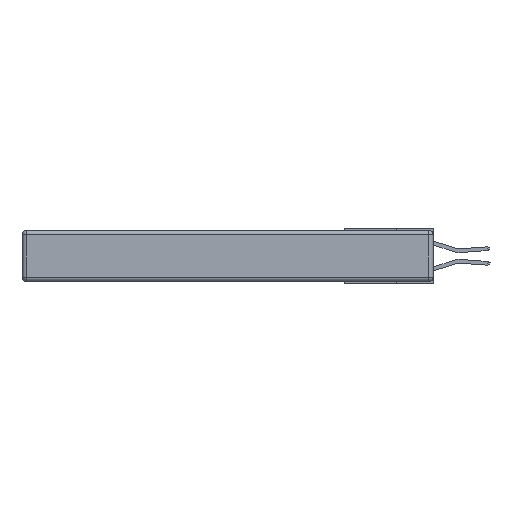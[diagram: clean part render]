
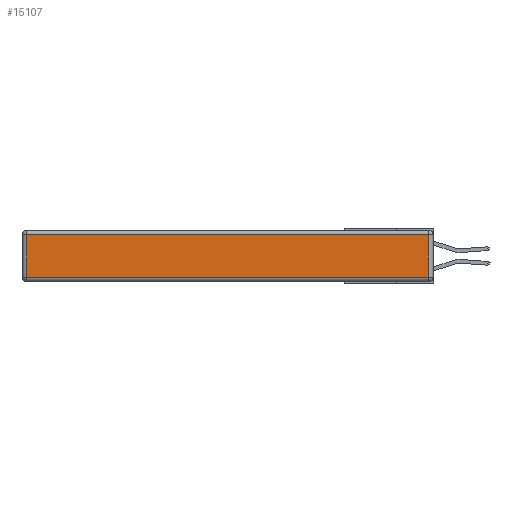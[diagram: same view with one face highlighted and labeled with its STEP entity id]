
A CAD part, left-side view. The second image highlights one B-rep face of the part: STEP entity #15107.
In plain terms, the highlighted planar face has unit normal (-1, 0, 0).
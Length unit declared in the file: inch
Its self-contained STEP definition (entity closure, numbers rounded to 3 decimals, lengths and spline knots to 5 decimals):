
#287 = CARTESIAN_POINT ( 'NONE',  ( 0., 0., -0.343 ) ) ;
#361 = PLANE ( 'NONE',  #18562 ) ;
#864 = CARTESIAN_POINT ( 'NONE',  ( 0., 2.75, -0.03 ) ) ;
#1745 = CARTESIAN_POINT ( 'NONE',  ( 0., 0.03, -0.313 ) ) ;
#2068 = CARTESIAN_POINT ( 'NONE',  ( 0., 2.72, -0.343 ) ) ;
#2272 = CARTESIAN_POINT ( 'NONE',  ( 0., 0.03, -0.343 ) ) ;
#2420 = DIRECTION ( 'NONE',  ( 0., 0., 1. ) ) ;
#3506 = LINE ( 'NONE', #2068, #15323 ) ;
#4050 = VERTEX_POINT ( 'NONE', #4070 ) ;
#4070 = CARTESIAN_POINT ( 'NONE',  ( 0., 2.72, -0.313 ) ) ;
#4174 = LINE ( 'NONE', #2272, #5724 ) ;
#4378 = EDGE_CURVE ( 'NONE', #19373, #4050, #3506, .T. ) ;
#5089 = ORIENTED_EDGE ( 'NONE', *, *, #5894, .T. ) ;
#5383 = CARTESIAN_POINT ( 'NONE',  ( 0., 0.03, -0.03 ) ) ;
#5724 = VECTOR ( 'NONE', #2420, 39.37008 ) ;
#5798 = DIRECTION ( 'NONE',  ( 0., 1., 0. ) ) ;
#5894 = EDGE_CURVE ( 'NONE', #14678, #19373, #20890, .T. ) ;
#6036 = EDGE_LOOP ( 'NONE', ( #16993, #6778, #5089, #18610 ) ) ;
#6778 = ORIENTED_EDGE ( 'NONE', *, *, #6898, .T. ) ;
#6898 = EDGE_CURVE ( 'NONE', #7797, #14678, #4174, .T. ) ;
#6966 = DIRECTION ( 'NONE',  ( 0., 0., 1. ) ) ;
#7093 = DIRECTION ( 'NONE',  ( 0., 0., -1. ) ) ;
#7797 = VERTEX_POINT ( 'NONE', #1745 ) ;
#10405 = CARTESIAN_POINT ( 'NONE',  ( 0., 2.72, -0.03 ) ) ;
#10423 = DIRECTION ( 'NONE',  ( -1., 0., 0. ) ) ;
#13989 = VECTOR ( 'NONE', #5798, 39.37008 ) ;
#14678 = VERTEX_POINT ( 'NONE', #5383 ) ;
#15107 = ADVANCED_FACE ( 'NONE', ( #19062 ), #361, .T. ) ;
#15323 = VECTOR ( 'NONE', #7093, 39.37008 ) ;
#15544 = EDGE_CURVE ( 'NONE', #4050, #7797, #19786, .T. ) ;
#16993 = ORIENTED_EDGE ( 'NONE', *, *, #15544, .T. ) ;
#18562 = AXIS2_PLACEMENT_3D ( 'NONE', #287, #10423, #6966 ) ;
#18610 = ORIENTED_EDGE ( 'NONE', *, *, #4378, .T. ) ;
#18780 = VECTOR ( 'NONE', #19124, 39.37008 ) ;
#19062 = FACE_OUTER_BOUND ( 'NONE', #6036, .T. ) ;
#19124 = DIRECTION ( 'NONE',  ( 0., -1., 0. ) ) ;
#19266 = CARTESIAN_POINT ( 'NONE',  ( 0., 0., -0.313 ) ) ;
#19373 = VERTEX_POINT ( 'NONE', #10405 ) ;
#19786 = LINE ( 'NONE', #19266, #18780 ) ;
#20890 = LINE ( 'NONE', #864, #13989 ) ;
